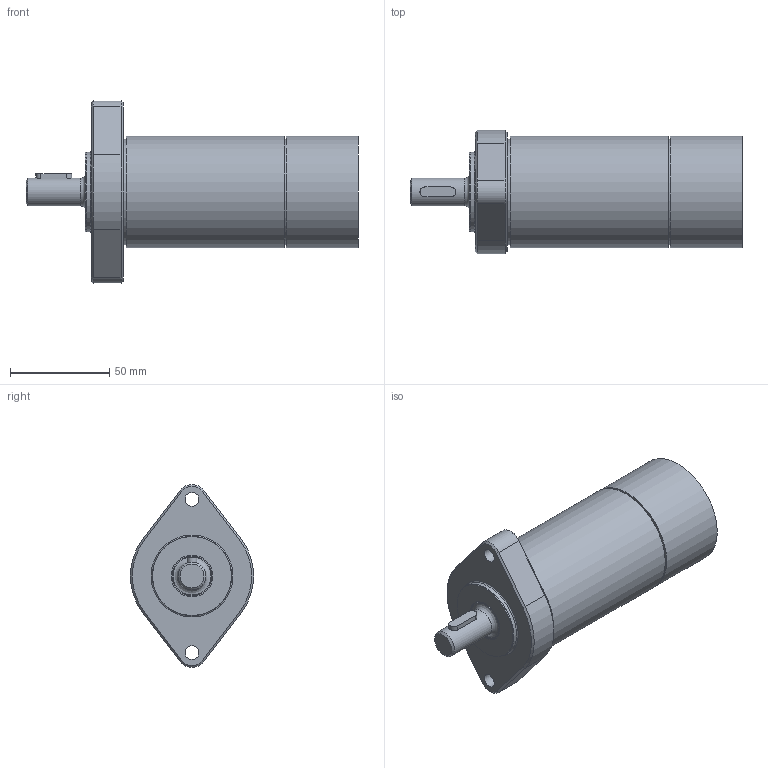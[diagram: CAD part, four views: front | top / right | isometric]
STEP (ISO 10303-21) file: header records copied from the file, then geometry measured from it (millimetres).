
FILE_DESCRIPTION((''),'2;1');
FILE_NAME('MUD 40-9500_29906805.stp','2010-09-20T15:51:52',('rmorof'),(''),'Autodesk Inventor 2008','Autodesk Inventor 2008','');
FILE_SCHEMA(('CONFIG_CONTROL_DESIGN'));
Length unit declared in the file: millimetre
Products named in the file (1): MUD 40-9500_29906805
Bounding box: 167 x 62 x 91.95 mm (x, y, z)
Volume: 351533.5 mm3; surface area: 37524.4 mm2
Topology: 1 solids, 2 shells, 68 faces, 145 edges, 92 vertices
Faces by surface type: plane 29, cylinder 16, bspline 13, cone 10
Full cylindrical faces by diameter (mm): 14 x1, 19.85 x1, 40 x1, 52.936 x2, 56 x2
Entity records: 2055 total; most frequent: CARTESIAN_POINT 596, DIRECTION 288, ORIENTED_EDGE 234, AXIS2_PLACEMENT_3D 117, EDGE_CURVE 117, EDGE_LOOP 102, VERTEX_POINT 83, FACE_OUTER_BOUND 68
